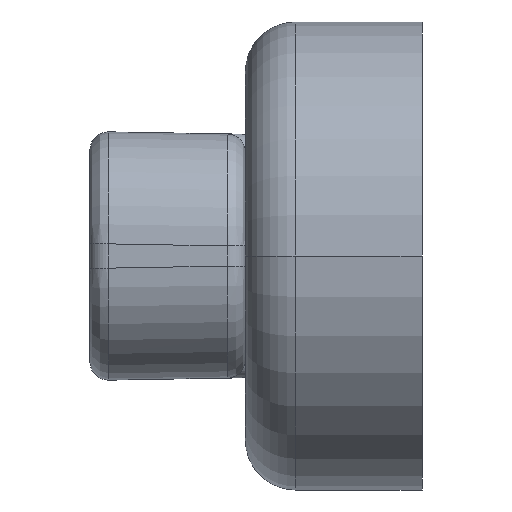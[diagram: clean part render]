
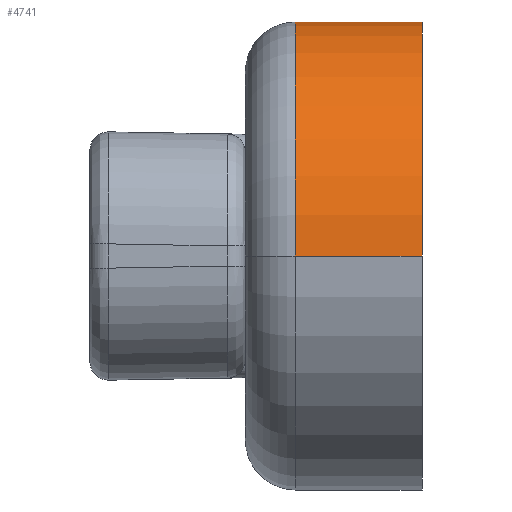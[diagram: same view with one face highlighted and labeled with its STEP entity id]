
A CAD part, left-side view. The second image highlights one B-rep face of the part: STEP entity #4741.
In plain terms, the highlighted cylindrical face has radius 9.4 mm (diameter 18.8 mm), a partial arc.
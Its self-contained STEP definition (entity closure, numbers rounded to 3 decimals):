
#133=DIRECTION('',(0.,1.,0.));
#134=VECTOR('',#133,5.1);
#135=CARTESIAN_POINT('',(14.9,-7.1,0.));
#136=LINE('',#135,#134);
#137=CARTESIAN_POINT('',(5.5,-7.1,0.));
#138=DIRECTION('',(0.,-1.,0.));
#139=DIRECTION('',(1.,0.,0.));
#140=AXIS2_PLACEMENT_3D('',#137,#138,#139);
#142=DIRECTION('',(0.,1.,0.));
#143=VECTOR('',#142,5.1);
#144=CARTESIAN_POINT('',(-3.9,-7.1,0.));
#145=LINE('',#144,#143);
#161=CARTESIAN_POINT('',(5.5,-2.,0.));
#162=DIRECTION('',(0.,-1.,0.));
#163=DIRECTION('',(1.,0.,0.));
#164=AXIS2_PLACEMENT_3D('',#161,#162,#163);
#4256=CARTESIAN_POINT('',(14.9,-7.1,0.));
#4257=CARTESIAN_POINT('',(14.9,-2.,0.));
#4258=VERTEX_POINT('',#4256);
#4259=VERTEX_POINT('',#4257);
#4272=CARTESIAN_POINT('',(-3.9,-7.1,0.));
#4273=CARTESIAN_POINT('',(-3.9,-2.,0.));
#4274=VERTEX_POINT('',#4272);
#4275=VERTEX_POINT('',#4273);
#4727=CARTESIAN_POINT('',(5.5,-7.455,0.));
#4728=DIRECTION('',(0.,1.,0.));
#4729=DIRECTION('',(1.,0.,0.));
#4730=AXIS2_PLACEMENT_3D('',#4727,#4728,#4729);
#4731=CYLINDRICAL_SURFACE('',#4730,9.4);
#4733=ORIENTED_EDGE('',*,*,#4732,.F.);
#4734=ORIENTED_EDGE('',*,*,#4716,.T.);
#4736=ORIENTED_EDGE('',*,*,#4735,.T.);
#4738=ORIENTED_EDGE('',*,*,#4737,.F.);
#4739=EDGE_LOOP('',(#4733,#4734,#4736,#4738));
#4740=FACE_OUTER_BOUND('',#4739,.F.);
#4741=ADVANCED_FACE('',(#4740),#4731,.T.);
#141=CIRCLE('',#140,9.4);
#165=CIRCLE('',#164,9.4);
#4716=EDGE_CURVE('',#4258,#4274,#141,.T.);
#4732=EDGE_CURVE('',#4258,#4259,#136,.T.);
#4735=EDGE_CURVE('',#4274,#4275,#145,.T.);
#4737=EDGE_CURVE('',#4259,#4275,#165,.T.);
